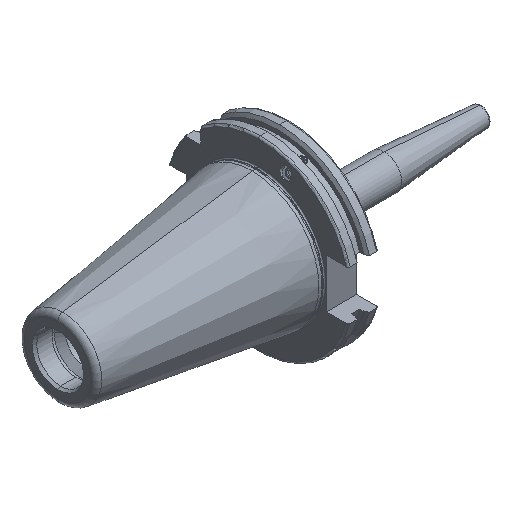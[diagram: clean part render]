
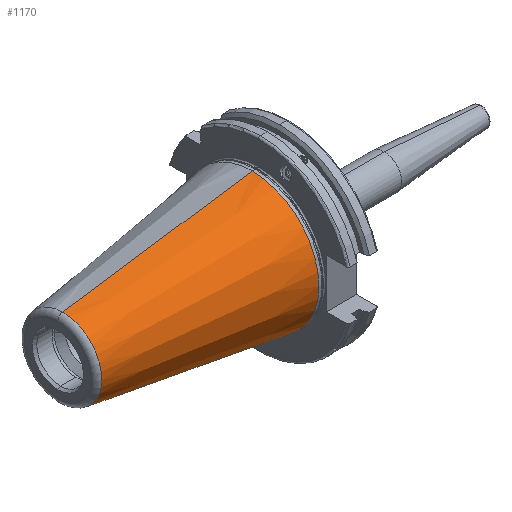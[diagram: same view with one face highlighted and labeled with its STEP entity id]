
A CAD part, isometric view. The second image highlights one B-rep face of the part: STEP entity #1170.
In plain terms, the highlighted conical face has half-angle 8.297 degrees and reference radius 34.925 mm.
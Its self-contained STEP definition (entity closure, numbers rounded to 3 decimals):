
#7 = EDGE_CURVE ( 'NONE', #6163, #2308, #3568, .T. ) ;
#78 = CARTESIAN_POINT ( 'NONE',  ( 0., 0., -34.925 ) ) ;
#120 = EDGE_CURVE ( 'NONE', #6002, #4534, #2646, .T. ) ;
#150 = ORIENTED_EDGE ( 'NONE', *, *, #1504, .F. ) ;
#437 = CARTESIAN_POINT ( 'NONE',  ( -99.183, 0., 20.461 ) ) ;
#639 = DIRECTION ( 'NONE',  ( 0., 0., 1. ) ) ;
#1170 = ADVANCED_FACE ( 'NONE', ( #4417 ), #2733, .T. ) ;
#1275 = VECTOR ( 'NONE', #1626, 1000. ) ;
#1280 = ORIENTED_EDGE ( 'NONE', *, *, #2055, .T. ) ;
#1385 = DIRECTION ( 'NONE',  ( 0., 0., 1. ) ) ;
#1467 = EDGE_LOOP ( 'NONE', ( #3610, #150, #2049, #1280 ) ) ;
#1504 = EDGE_CURVE ( 'NONE', #6002, #6163, #4924, .T. ) ;
#1596 = CIRCLE ( 'NONE', #3559, 34.925 ) ;
#1626 = DIRECTION ( 'NONE',  ( 0.99, 0., 0.144 ) ) ;
#2049 = ORIENTED_EDGE ( 'NONE', *, *, #120, .T. ) ;
#2055 = EDGE_CURVE ( 'NONE', #4534, #2308, #1596, .T. ) ;
#2268 = CARTESIAN_POINT ( 'NONE',  ( 0., 0., -34.925 ) ) ;
#2308 = VERTEX_POINT ( 'NONE', #3590 ) ;
#2646 = LINE ( 'NONE', #78, #3440 ) ;
#2733 = CONICAL_SURFACE ( 'NONE', #3961, 34.925, 0.145 ) ;
#2852 = AXIS2_PLACEMENT_3D ( 'NONE', #5127, #5710, #639 ) ;
#3440 = VECTOR ( 'NONE', #6120, 1000. ) ;
#3559 = AXIS2_PLACEMENT_3D ( 'NONE', #5804, #5704, #1385 ) ;
#3568 = LINE ( 'NONE', #4059, #1275 ) ;
#3590 = CARTESIAN_POINT ( 'NONE',  ( 0., 0., 34.925 ) ) ;
#3610 = ORIENTED_EDGE ( 'NONE', *, *, #7, .F. ) ;
#3925 = DIRECTION ( 'NONE',  ( 0., 0., -1. ) ) ;
#3961 = AXIS2_PLACEMENT_3D ( 'NONE', #4484, #6409, #3925 ) ;
#4059 = CARTESIAN_POINT ( 'NONE',  ( 0., 0., 34.925 ) ) ;
#4417 = FACE_OUTER_BOUND ( 'NONE', #1467, .T. ) ;
#4484 = CARTESIAN_POINT ( 'NONE',  ( 0., 0., 0. ) ) ;
#4534 = VERTEX_POINT ( 'NONE', #2268 ) ;
#4924 = CIRCLE ( 'NONE', #2852, 20.461 ) ;
#5127 = CARTESIAN_POINT ( 'NONE',  ( -99.183, 0., 0. ) ) ;
#5704 = DIRECTION ( 'NONE',  ( -1., 0., 0. ) ) ;
#5710 = DIRECTION ( 'NONE',  ( -1., 0., 0. ) ) ;
#5804 = CARTESIAN_POINT ( 'NONE',  ( 0., 0., 0. ) ) ;
#6002 = VERTEX_POINT ( 'NONE', #6124 ) ;
#6120 = DIRECTION ( 'NONE',  ( 0.99, 0., -0.144 ) ) ;
#6124 = CARTESIAN_POINT ( 'NONE',  ( -99.183, 0., -20.461 ) ) ;
#6163 = VERTEX_POINT ( 'NONE', #437 ) ;
#6409 = DIRECTION ( 'NONE',  ( 1., 0., 0. ) ) ;
